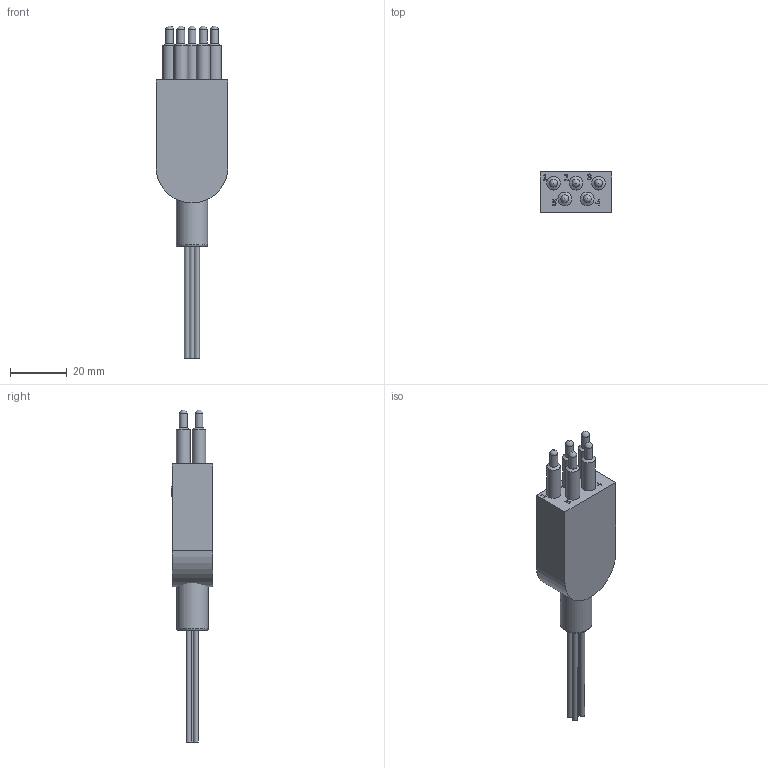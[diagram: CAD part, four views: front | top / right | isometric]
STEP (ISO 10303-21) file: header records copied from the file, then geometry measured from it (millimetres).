
FILE_DESCRIPTION(/* description */ (''),/* implementation_level */ '2;1');
FILE_NAME(/* name */ 'LPOM5M.stp',/* time_stamp */ '2015-03-23T09:07:04+01:00',/* author */ ('sh'),/* organization */ (''),/* preprocessor_version */ 'ST-DEVELOPER v15.2',/* originating_system */ 'Autodesk Inventor 2014',/* authorisation */ '');
FILE_SCHEMA (('AUTOMOTIVE_DESIGN { 1 0 10303 214 3 1 1 }'));
Length unit declared in the file: inch
Products named in the file (1): LPOM5M
Bounding box: 25.4 x 14.58 x 117.14 mm (x, y, z)
Volume: 18327.2 mm3; surface area: 9286.3 mm2
Topology: 12 solids, 12 shells, 275 faces, 702 edges, 468 vertices
Faces by surface type: plane 133, bspline 97, cylinder 29, cone 11, torus 5
Full cylindrical faces by diameter (mm): 1.778 x5, 2.032 x5, 2.779 x5, 4.826 x5, 8.001 x1, 9.601 x1, 11.1 x1
Entity records: 11272 total; most frequent: CARTESIAN_POINT 5382, ORIENTED_EDGE 1284, DIRECTION 870, EDGE_CURVE 642, VERTEX_POINT 447, LINE 364, VECTOR 364, EDGE_LOOP 333
